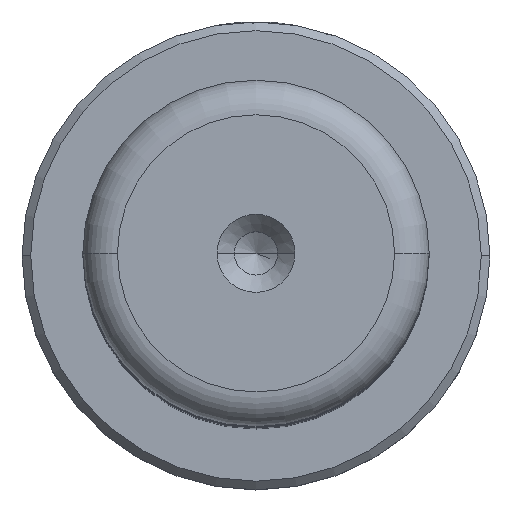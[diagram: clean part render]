
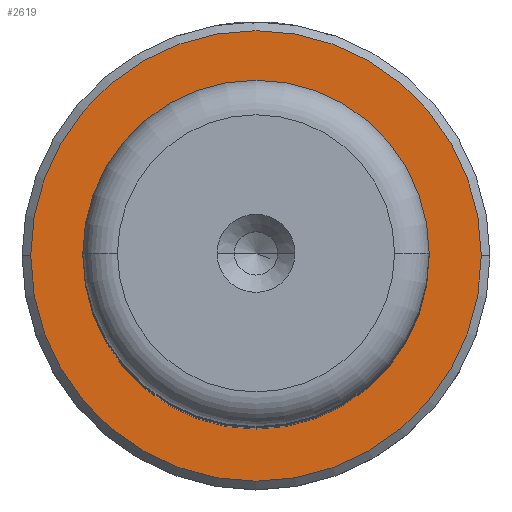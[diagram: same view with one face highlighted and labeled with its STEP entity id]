
A CAD part, top view. The second image highlights one B-rep face of the part: STEP entity #2619.
In plain terms, the highlighted planar face has unit normal (0, 0, 1).
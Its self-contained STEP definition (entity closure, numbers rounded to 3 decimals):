
#39 = CARTESIAN_POINT ( 'NONE',  ( 0., 0., 18. ) ) ;
#159 = CARTESIAN_POINT ( 'NONE',  ( 0., 0., 18. ) ) ;
#206 = FACE_BOUND ( 'NONE', #2013, .T. ) ;
#245 = ORIENTED_EDGE ( 'NONE', *, *, #2448, .T. ) ;
#267 = DIRECTION ( 'NONE',  ( -1., 0., 0. ) ) ;
#271 = CIRCLE ( 'NONE', #1297, 13. ) ;
#402 = DIRECTION ( 'NONE',  ( -1., 0., 0. ) ) ;
#412 = ORIENTED_EDGE ( 'NONE', *, *, #2745, .T. ) ;
#414 = CARTESIAN_POINT ( 'NONE',  ( 9.495, 0., 18. ) ) ;
#535 = CARTESIAN_POINT ( 'NONE',  ( 0., 0., 18. ) ) ;
#611 = AXIS2_PLACEMENT_3D ( 'NONE', #39, #1671, #267 ) ;
#623 = VERTEX_POINT ( 'NONE', #1573 ) ;
#698 = EDGE_LOOP ( 'NONE', ( #1192, #2879 ) ) ;
#757 = CARTESIAN_POINT ( 'NONE',  ( 13., 0., 18. ) ) ;
#778 = DIRECTION ( 'NONE',  ( 1., 0., 0. ) ) ;
#875 = CIRCLE ( 'NONE', #2178, 9.495 ) ;
#1092 = CIRCLE ( 'NONE', #611, 9.495 ) ;
#1141 = CARTESIAN_POINT ( 'NONE',  ( 0., 0., 18. ) ) ;
#1148 = DIRECTION ( 'NONE',  ( 1., 0., 0. ) ) ;
#1192 = ORIENTED_EDGE ( 'NONE', *, *, #2591, .T. ) ;
#1297 = AXIS2_PLACEMENT_3D ( 'NONE', #1141, #2762, #1372 ) ;
#1301 = AXIS2_PLACEMENT_3D ( 'NONE', #535, #2168, #778 ) ;
#1315 = VERTEX_POINT ( 'NONE', #1611 ) ;
#1372 = DIRECTION ( 'NONE',  ( 1., 0., 0. ) ) ;
#1446 = FACE_OUTER_BOUND ( 'NONE', #698, .T. ) ;
#1573 = CARTESIAN_POINT ( 'NONE',  ( -9.495, 0., 18. ) ) ;
#1610 = PLANE ( 'NONE',  #1918 ) ;
#1611 = CARTESIAN_POINT ( 'NONE',  ( -13., 0., 18. ) ) ;
#1671 = DIRECTION ( 'NONE',  ( 0., 0., -1. ) ) ;
#1799 = DIRECTION ( 'NONE',  ( 0., 0., -1. ) ) ;
#1918 = AXIS2_PLACEMENT_3D ( 'NONE', #2302, #2545, #1148 ) ;
#2013 = EDGE_LOOP ( 'NONE', ( #245, #412 ) ) ;
#2163 = EDGE_CURVE ( 'NONE', #2793, #1315, #2681, .T. ) ;
#2168 = DIRECTION ( 'NONE',  ( 0., 0., 1. ) ) ;
#2178 = AXIS2_PLACEMENT_3D ( 'NONE', #159, #1799, #402 ) ;
#2302 = CARTESIAN_POINT ( 'NONE',  ( 0., 0., 18. ) ) ;
#2448 = EDGE_CURVE ( 'NONE', #623, #2967, #875, .T. ) ;
#2545 = DIRECTION ( 'NONE',  ( 0., 0., 1. ) ) ;
#2591 = EDGE_CURVE ( 'NONE', #1315, #2793, #271, .T. ) ;
#2619 = ADVANCED_FACE ( 'NONE', ( #1446, #206 ), #1610, .T. ) ;
#2681 = CIRCLE ( 'NONE', #1301, 13. ) ;
#2745 = EDGE_CURVE ( 'NONE', #2967, #623, #1092, .T. ) ;
#2762 = DIRECTION ( 'NONE',  ( 0., 0., 1. ) ) ;
#2793 = VERTEX_POINT ( 'NONE', #757 ) ;
#2879 = ORIENTED_EDGE ( 'NONE', *, *, #2163, .T. ) ;
#2967 = VERTEX_POINT ( 'NONE', #414 ) ;
